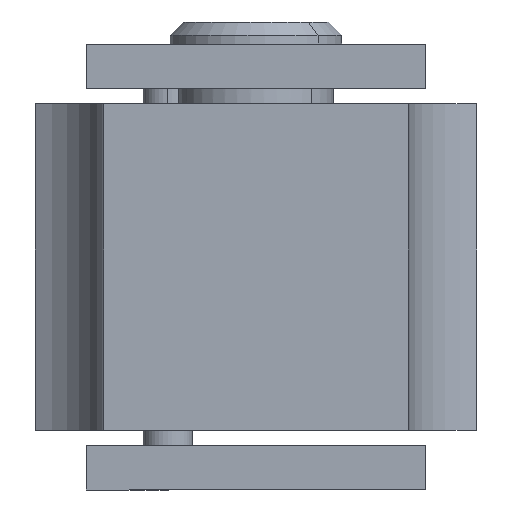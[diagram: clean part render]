
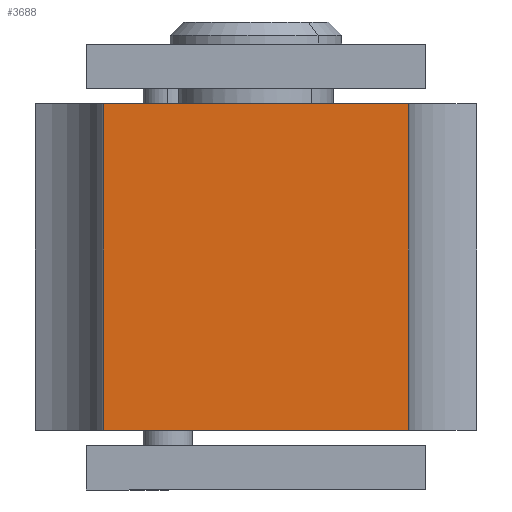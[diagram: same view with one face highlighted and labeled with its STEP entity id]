
A CAD part, left-side view. The second image highlights one B-rep face of the part: STEP entity #3688.
In plain terms, the highlighted planar face has unit normal (-1, 0, 0).
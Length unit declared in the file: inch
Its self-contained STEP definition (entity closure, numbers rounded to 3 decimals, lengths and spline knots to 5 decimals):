
#3445=CARTESIAN_POINT('',(4.98309,5.33937,0.0));
#3446=VERTEX_POINT('',#3445);
#3453=CARTESIAN_POINT('',(4.98309,4.64937,0.0));
#3454=VERTEX_POINT('',#3453);
#3455=CARTESIAN_POINT('',(4.98309,5.33937,0.0));
#3456=DIRECTION('',(0.0,-1.0,0.0));
#3457=VECTOR('',#3456,0.69);
#3458=LINE('',#3455,#3457);
#3459=EDGE_CURVE('',#3446,#3454,#3458,.T.);
#3646=CARTESIAN_POINT('',(4.98309,5.33937,-0.74));
#3647=VERTEX_POINT('',#3646);
#3654=CARTESIAN_POINT('',(4.98309,5.33937,0.0));
#3655=DIRECTION('',(0.0,0.0,-1.0));
#3656=VECTOR('',#3655,0.74);
#3657=LINE('',#3654,#3656);
#3658=EDGE_CURVE('',#3446,#3647,#3657,.T.);
#3665=CARTESIAN_POINT('',(4.98309,5.17261,0.0));
#3666=DIRECTION('',(-1.0,0.0,0.0));
#3667=DIRECTION('',(0.0,0.0,1.0));
#3668=AXIS2_PLACEMENT_3D('',#3665,#3666,#3667);
#3669=PLANE('',#3668);
#3670=CARTESIAN_POINT('',(4.98309,4.64937,-0.74));
#3671=VERTEX_POINT('',#3670);
#3672=CARTESIAN_POINT('',(4.98309,5.33937,-0.74));
#3673=DIRECTION('',(0.0,-1.0,0.0));
#3674=VECTOR('',#3673,0.69);
#3675=LINE('',#3672,#3674);
#3676=EDGE_CURVE('',#3647,#3671,#3675,.T.);
#3677=ORIENTED_EDGE('',*,*,#3676,.T.);
#3678=CARTESIAN_POINT('',(4.98309,4.64937,0.0));
#3679=DIRECTION('',(0.0,0.0,-1.0));
#3680=VECTOR('',#3679,0.74);
#3681=LINE('',#3678,#3680);
#3682=EDGE_CURVE('',#3454,#3671,#3681,.T.);
#3683=ORIENTED_EDGE('',*,*,#3682,.F.);
#3684=ORIENTED_EDGE('',*,*,#3459,.F.);
#3685=ORIENTED_EDGE('',*,*,#3658,.T.);
#3686=EDGE_LOOP('',(#3677,#3683,#3684,#3685));
#3687=FACE_OUTER_BOUND('',#3686,.T.);
#3688=ADVANCED_FACE('',(#3687),#3669,.T.);
